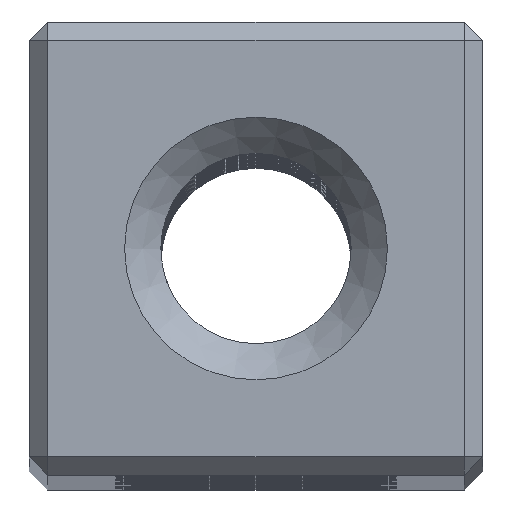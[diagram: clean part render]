
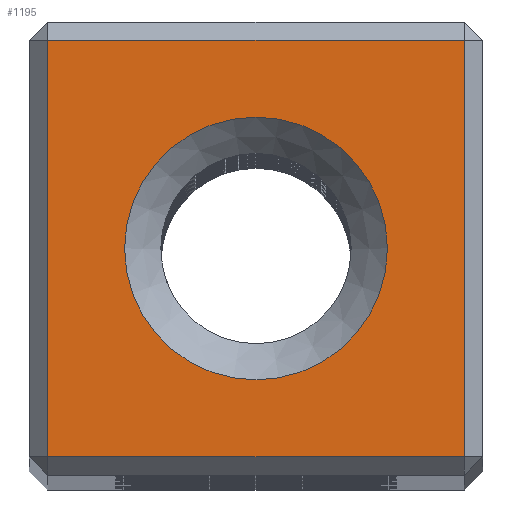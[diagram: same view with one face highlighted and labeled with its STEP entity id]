
A CAD part, top view. The second image highlights one B-rep face of the part: STEP entity #1195.
In plain terms, the highlighted planar face has unit normal (0, 0, 1).
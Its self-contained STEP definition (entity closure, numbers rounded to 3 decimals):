
#333 = VERTEX_POINT('',#334);
#334 = CARTESIAN_POINT('',(4.6,-4.6,190.));
#342 = VERTEX_POINT('',#343);
#343 = CARTESIAN_POINT('',(4.6,4.6,190.));
#349 = EDGE_CURVE('',#333,#342,#350,.T.);
#350 = LINE('',#351,#352);
#351 = CARTESIAN_POINT('',(4.6,-5.,190.));
#352 = VECTOR('',#353,1.);
#353 = DIRECTION('',(0.,1.,0.));
#1195 = ADVANCED_FACE('',(#1196,#1207),#1232,.T.);
#1196 = FACE_BOUND('',#1197,.T.);
#1197 = EDGE_LOOP('',(#1198));
#1198 = ORIENTED_EDGE('',*,*,#1199,.F.);
#1199 = EDGE_CURVE('',#1200,#1200,#1202,.T.);
#1200 = VERTEX_POINT('',#1201);
#1201 = CARTESIAN_POINT('',(2.9,0.,190.));
#1202 = CIRCLE('',#1203,2.9);
#1203 = AXIS2_PLACEMENT_3D('',#1204,#1205,#1206);
#1204 = CARTESIAN_POINT('',(0.,0.,190.));
#1205 = DIRECTION('',(0.,0.,1.));
#1206 = DIRECTION('',(1.,0.,0.));
#1207 = FACE_BOUND('',#1208,.T.);
#1208 = EDGE_LOOP('',(#1209,#1217,#1225,#1231));
#1209 = ORIENTED_EDGE('',*,*,#1210,.T.);
#1210 = EDGE_CURVE('',#342,#1211,#1213,.T.);
#1211 = VERTEX_POINT('',#1212);
#1212 = CARTESIAN_POINT('',(-4.6,4.6,190.));
#1213 = LINE('',#1214,#1215);
#1214 = CARTESIAN_POINT('',(5.,4.6,190.));
#1215 = VECTOR('',#1216,1.);
#1216 = DIRECTION('',(-1.,0.,0.));
#1217 = ORIENTED_EDGE('',*,*,#1218,.T.);
#1218 = EDGE_CURVE('',#1211,#1219,#1221,.T.);
#1219 = VERTEX_POINT('',#1220);
#1220 = CARTESIAN_POINT('',(-4.6,-4.6,190.));
#1221 = LINE('',#1222,#1223);
#1222 = CARTESIAN_POINT('',(-4.6,5.,190.));
#1223 = VECTOR('',#1224,1.);
#1224 = DIRECTION('',(0.,-1.,0.));
#1225 = ORIENTED_EDGE('',*,*,#1226,.T.);
#1226 = EDGE_CURVE('',#1219,#333,#1227,.T.);
#1227 = LINE('',#1228,#1229);
#1228 = CARTESIAN_POINT('',(-5.,-4.6,190.));
#1229 = VECTOR('',#1230,1.);
#1230 = DIRECTION('',(1.,0.,0.));
#1231 = ORIENTED_EDGE('',*,*,#349,.T.);
#1232 = PLANE('',#1233);
#1233 = AXIS2_PLACEMENT_3D('',#1234,#1235,#1236);
#1234 = CARTESIAN_POINT('',(0.,0.,190.
    ));
#1235 = DIRECTION('',(0.,0.,1.));
#1236 = DIRECTION('',(1.,0.,0.));
